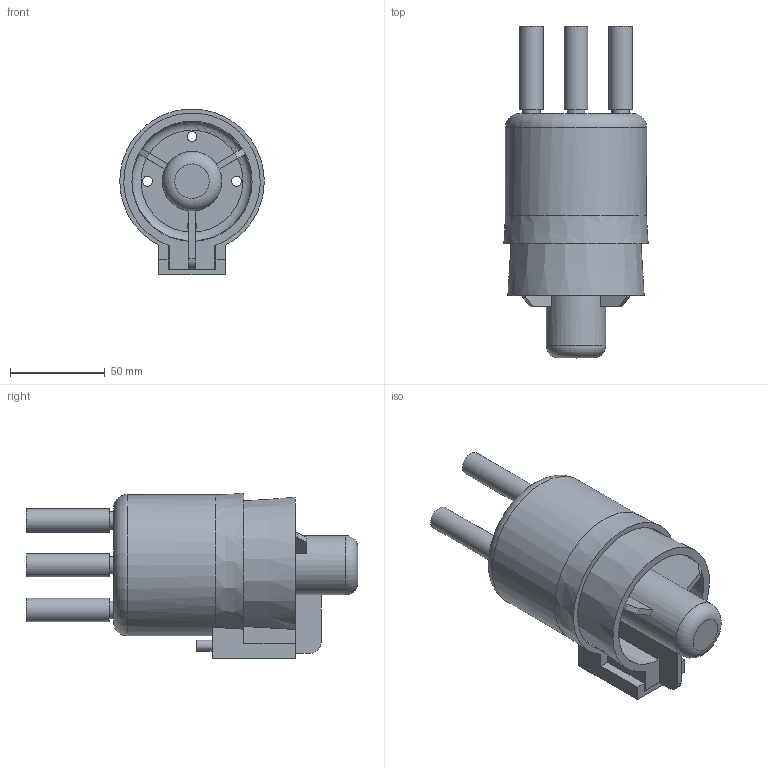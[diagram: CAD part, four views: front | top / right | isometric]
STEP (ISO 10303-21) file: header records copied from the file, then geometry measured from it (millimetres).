
FILE_DESCRIPTION(/* description */ (''),/* implementation_level */ '2;1');
FILE_NAME(/* name */ 'Water jet adapter v23.step',/* time_stamp */ '2022-08-22T23:36:05-04:00',/* author */ (''),/* organization */ (''),/* preprocessor_version */ 'ST-DEVELOPER v18.1',/* originating_system */ 'Autodesk Translation Framework v10.13.0.1454',/* authorisation */ '');
FILE_SCHEMA (('AUTOMOTIVE_DESIGN { 1 0 10303 214 3 1 1 }'));
Length unit declared in the file: millimetre
Products named in the file (7): Water jet adapter; thruster; 2216 Thruster EK; thruster_1; option b; Component6; collar (2)
Assembly tree (6 placements, depth 4):
  Water jet adapter
    thruster
      2216 Thruster EK
        thruster_1
    option b
      Component6
    collar (2)
Bounding box: 76.02 x 174.77 x 87.38 mm (x, y, z)
Volume: 211652.9 mm3; surface area: 94107.3 mm2
Topology: 8 solids, 8 shells, 95 faces, 223 edges, 146 vertices
Faces by surface type: plane 51, cylinder 34, cone 5, torus 3, bspline 2
Full cylindrical faces by diameter (mm): 4 x8, 5.22 x4, 5.74 x1, 9.22 x4, 9.62 x4, 12.36 x4, 31.3 x2, 63.51 x1, 74.35 x1
Entity records: 3231 total; most frequent: CARTESIAN_POINT 747, DIRECTION 519, ORIENTED_EDGE 446, EDGE_CURVE 223, AXIS2_PLACEMENT_3D 204, VERTEX_POINT 146, EDGE_LOOP 129, LINE 111
